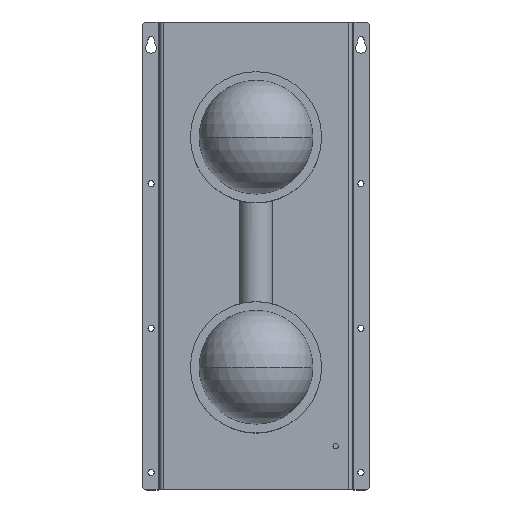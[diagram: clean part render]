
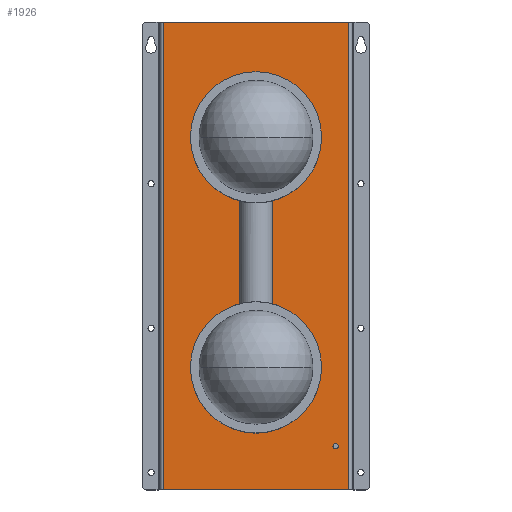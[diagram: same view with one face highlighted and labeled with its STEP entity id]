
A CAD part, top view. The second image highlights one B-rep face of the part: STEP entity #1926.
In plain terms, the highlighted planar face has unit normal (0, 0, 1).
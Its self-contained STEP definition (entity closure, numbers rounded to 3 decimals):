
#98 = VECTOR ( 'NONE', #833, 1000. ) ;
#227 = CIRCLE ( 'NONE', #1662, 75. ) ;
#255 = EDGE_LOOP ( 'NONE', ( #2552, #776, #474, #1119 ) ) ;
#319 = DIRECTION ( 'NONE',  ( 0., 1., 0. ) ) ;
#326 = DIRECTION ( 'NONE',  ( 0., 0., -1. ) ) ;
#333 = CARTESIAN_POINT ( 'NONE',  ( 0., 135.5, 38. ) ) ;
#396 = VERTEX_POINT ( 'NONE', #2195 ) ;
#412 = EDGE_CURVE ( 'Defeatured_0_54+Defeatured_0_35+Defeatured_0_35+Defeatured_0_35', #2691, #1096, #651, .T. ) ;
#448 = CARTESIAN_POINT ( 'NONE',  ( 0., 210.5, 38. ) ) ;
#474 = ORIENTED_EDGE ( 'NONE', *, *, #2366, .T. ) ;
#496 = AXIS2_PLACEMENT_3D ( 'NONE', #3306, #3302, #3285 ) ;
#508 = DIRECTION ( 'NONE',  ( -1., 0., 0. ) ) ;
#512 = CARTESIAN_POINT ( 'NONE',  ( -110., 267.5, 38. ) ) ;
#524 = LINE ( 'NONE', #512, #2641 ) ;
#557 = VERTEX_POINT ( 'NONE', #1553 ) ;
#625 = VERTEX_POINT ( 'NONE', #3106 ) ;
#651 = CIRCLE ( 'NONE', #857, 3. ) ;
#700 = DIRECTION ( 'NONE',  ( 0., 1., 0. ) ) ;
#716 = DIRECTION ( 'NONE',  ( 0., 0., -1. ) ) ;
#732 = CARTESIAN_POINT ( 'NONE',  ( 0., 135.5, 38. ) ) ;
#754 = CIRCLE ( 'NONE', #2712, 75. ) ;
#776 = ORIENTED_EDGE ( 'NONE', *, *, #2921, .T. ) ;
#833 = DIRECTION ( 'NONE',  ( 0., 1., 0. ) ) ;
#836 = CARTESIAN_POINT ( 'NONE',  ( 106., 0., 38. ) ) ;
#853 = LINE ( 'NONE', #836, #98 ) ;
#857 = AXIS2_PLACEMENT_3D ( 'NONE', #1881, #1862, #1704 ) ;
#1028 = CARTESIAN_POINT ( 'NONE',  ( 88., -217.5, 38. ) ) ;
#1031 = VERTEX_POINT ( 'NONE', #1540 ) ;
#1040 = DIRECTION ( 'NONE',  ( 0., 1., 0. ) ) ;
#1058 = DIRECTION ( 'NONE',  ( 0., 0., -1. ) ) ;
#1085 = EDGE_CURVE ( 'Defeatured_0_35+Defeatured_0_7+Defeatured_0_7+Defeatured_0_7', #625, #1031, #2869, .T. ) ;
#1096 = VERTEX_POINT ( 'NONE', #1028 ) ;
#1101 = DIRECTION ( 'NONE',  ( 0., 1., 0. ) ) ;
#1119 = ORIENTED_EDGE ( 'NONE', *, *, #1461, .T. ) ;
#1128 = ORIENTED_EDGE ( 'NONE', *, *, #1847, .T. ) ;
#1133 = DIRECTION ( 'NONE',  ( 0., 0., -1. ) ) ;
#1135 = CARTESIAN_POINT ( 'NONE',  ( 0., -127.5, 38. ) ) ;
#1147 = CARTESIAN_POINT ( 'NONE',  ( 0., -127.5, 38. ) ) ;
#1161 = ORIENTED_EDGE ( 'NONE', *, *, #3010, .T. ) ;
#1183 = VERTEX_POINT ( 'NONE', #448 ) ;
#1223 = AXIS2_PLACEMENT_3D ( 'NONE', #1135, #1058, #1040 ) ;
#1300 = EDGE_CURVE ( 'Defeatured_0_54+Defeatured_0_35+Defeatured_0_35+Defeatured_0_35', #1096, #2691, #2434, .T. ) ;
#1307 = VERTEX_POINT ( 'NONE', #3276 ) ;
#1359 = ORIENTED_EDGE ( 'NONE', *, *, #412, .F. ) ;
#1364 = EDGE_CURVE ( 'Defeatured_0_35+Defeatured_0_13+Defeatured_0_38+Defeatured_0_39', #557, #1493, #2963, .T. ) ;
#1408 = VERTEX_POINT ( 'NONE', #2461 ) ;
#1461 = EDGE_CURVE ( 'Defeatured_0_35+Defeatured_0_38+Defeatured_0_23+Defeatured_0_13', #396, #557, #2090, .T. ) ;
#1493 = VERTEX_POINT ( 'NONE', #1876 ) ;
#1540 = CARTESIAN_POINT ( 'NONE',  ( 0., -52.5, 38. ) ) ;
#1553 = CARTESIAN_POINT ( 'NONE',  ( -106., -267.5, 38. ) ) ;
#1608 = CARTESIAN_POINT ( 'NONE',  ( 94., -217.5, 38. ) ) ;
#1662 = AXIS2_PLACEMENT_3D ( 'NONE', #732, #716, #700 ) ;
#1704 = DIRECTION ( 'NONE',  ( -1., 0., 0. ) ) ;
#1773 = EDGE_LOOP ( 'NONE', ( #2612, #2584 ) ) ;
#1847 = EDGE_CURVE ( 'Defeatured_0_35+Defeatured_0_2+Defeatured_0_2+Defeatured_0_2', #1408, #1183, #227, .T. ) ;
#1862 = DIRECTION ( 'NONE',  ( 0., 0., 1. ) ) ;
#1876 = CARTESIAN_POINT ( 'NONE',  ( 106., -267.5, 38. ) ) ;
#1881 = CARTESIAN_POINT ( 'NONE',  ( 91., -217.5, 38. ) ) ;
#1926 = ADVANCED_FACE ( 'Defeatured_0_35', ( #3335, #3319, #3301, #3289 ), #3272, .F. ) ;
#1977 = ORIENTED_EDGE ( 'NONE', *, *, #1300, .F. ) ;
#2024 = AXIS2_PLACEMENT_3D ( 'NONE', #1147, #1133, #1101 ) ;
#2070 = DIRECTION ( 'NONE',  ( 0., -1., 0. ) ) ;
#2077 = CARTESIAN_POINT ( 'NONE',  ( -106., 0., 38. ) ) ;
#2090 = LINE ( 'NONE', #2077, #3362 ) ;
#2195 = CARTESIAN_POINT ( 'NONE',  ( -106., 267.5, 38. ) ) ;
#2366 = EDGE_CURVE ( 'Defeatured_0_35+Defeatured_0_23+Defeatured_0_39+Defeatured_0_38', #1307, #396, #524, .T. ) ;
#2434 = CIRCLE ( 'NONE', #496, 3. ) ;
#2461 = CARTESIAN_POINT ( 'NONE',  ( 0., 60.5, 38. ) ) ;
#2484 = AXIS2_PLACEMENT_3D ( 'NONE', #3250, #3233, #3214 ) ;
#2536 = EDGE_LOOP ( 'NONE', ( #1977, #1359 ) ) ;
#2552 = ORIENTED_EDGE ( 'NONE', *, *, #1364, .T. ) ;
#2584 = ORIENTED_EDGE ( 'NONE', *, *, #1085, .T. ) ;
#2597 = VECTOR ( 'NONE', #2926, 1000. ) ;
#2612 = ORIENTED_EDGE ( 'NONE', *, *, #3290, .T. ) ;
#2641 = VECTOR ( 'NONE', #508, 1000. ) ;
#2691 = VERTEX_POINT ( 'NONE', #1608 ) ;
#2712 = AXIS2_PLACEMENT_3D ( 'NONE', #333, #326, #319 ) ;
#2773 = CIRCLE ( 'NONE', #1223, 75. ) ;
#2869 = CIRCLE ( 'NONE', #2024, 75. ) ;
#2921 = EDGE_CURVE ( 'Defeatured_0_35+Defeatured_0_39+Defeatured_0_13+Defeatured_0_23', #1493, #1307, #853, .T. ) ;
#2926 = DIRECTION ( 'NONE',  ( 1., 0., 0. ) ) ;
#2937 = CARTESIAN_POINT ( 'NONE',  ( -110., -267.5, 38. ) ) ;
#2963 = LINE ( 'NONE', #2937, #2597 ) ;
#3010 = EDGE_CURVE ( 'Defeatured_0_35+Defeatured_0_2+Defeatured_0_2+Defeatured_0_2', #1183, #1408, #754, .T. ) ;
#3086 = EDGE_LOOP ( 'NONE', ( #1161, #1128 ) ) ;
#3106 = CARTESIAN_POINT ( 'NONE',  ( 0., -202.5, 38. ) ) ;
#3214 = DIRECTION ( 'NONE',  ( -1., 0., 0. ) ) ;
#3233 = DIRECTION ( 'NONE',  ( 0., 0., -1. ) ) ;
#3250 = CARTESIAN_POINT ( 'NONE',  ( 0., 0., 38. ) ) ;
#3272 = PLANE ( 'NONE',  #2484 ) ;
#3276 = CARTESIAN_POINT ( 'NONE',  ( 106., 267.5, 38. ) ) ;
#3285 = DIRECTION ( 'NONE',  ( -1., 0., 0. ) ) ;
#3289 = FACE_OUTER_BOUND ( 'NONE', #255, .T. ) ;
#3290 = EDGE_CURVE ( 'Defeatured_0_35+Defeatured_0_7+Defeatured_0_7+Defeatured_0_7', #1031, #625, #2773, .T. ) ;
#3301 = FACE_BOUND ( 'NONE', #1773, .T. ) ;
#3302 = DIRECTION ( 'NONE',  ( 0., 0., 1. ) ) ;
#3306 = CARTESIAN_POINT ( 'NONE',  ( 91., -217.5, 38. ) ) ;
#3319 = FACE_BOUND ( 'NONE', #3086, .T. ) ;
#3335 = FACE_BOUND ( 'NONE', #2536, .T. ) ;
#3362 = VECTOR ( 'NONE', #2070, 1000. ) ;
